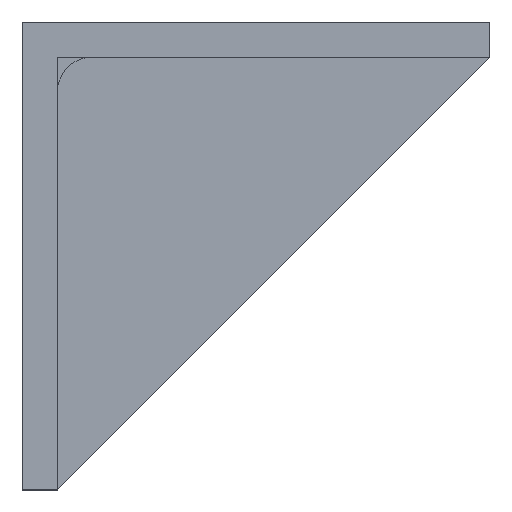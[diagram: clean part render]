
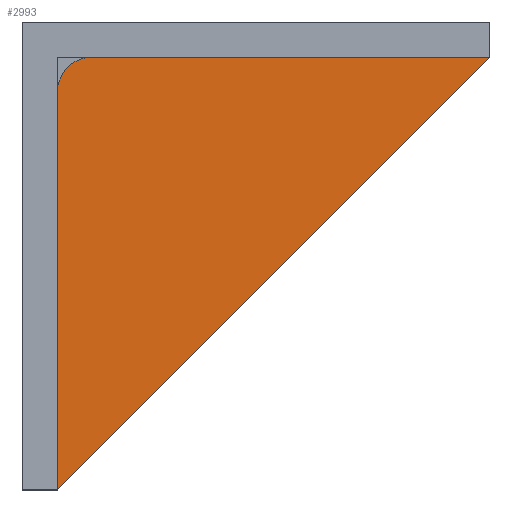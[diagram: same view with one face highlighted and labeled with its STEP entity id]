
A CAD part, top view. The second image highlights one B-rep face of the part: STEP entity #2993.
In plain terms, the highlighted planar face has unit normal (0, 0, 1).
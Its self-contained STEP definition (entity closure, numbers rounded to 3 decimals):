
#330 = VERTEX_POINT('',#331);
#331 = CARTESIAN_POINT('',(0.,0.,20.));
#345 = PLANE('',#346);
#346 = AXIS2_PLACEMENT_3D('',#347,#348,#349);
#347 = CARTESIAN_POINT('',(8.52,28.48,20.));
#348 = DIRECTION('',(0.,0.,1.));
#349 = DIRECTION('',(1.,0.,0.));
#373 = PLANE('',#374);
#374 = AXIS2_PLACEMENT_3D('',#375,#376,#377);
#375 = CARTESIAN_POINT('',(37.,37.,17.));
#376 = DIRECTION('',(0.707,-0.707,0.));
#377 = DIRECTION('',(-0.707,-0.707,0.));
#868 = VERTEX_POINT('',#869);
#869 = CARTESIAN_POINT('',(37.,37.,20.));
#1212 = EDGE_CURVE('',#868,#330,#1213,.T.);
#1213 = SURFACE_CURVE('',#1214,(#1218,#1225),.PCURVE_S1.);
#1214 = LINE('',#1215,#1216);
#1215 = CARTESIAN_POINT('',(37.,37.,20.));
#1216 = VECTOR('',#1217,1.);
#1217 = DIRECTION('',(-0.707,-0.707,0.));
#1218 = PCURVE('',#373,#1219);
#1219 = DEFINITIONAL_REPRESENTATION('',(#1220),#1224);
#1220 = LINE('',#1221,#1222);
#1221 = CARTESIAN_POINT('',(0.,-3.));
#1222 = VECTOR('',#1223,1.);
#1223 = DIRECTION('',(1.,0.));
#1224 = ( GEOMETRIC_REPRESENTATION_CONTEXT(2) 
PARAMETRIC_REPRESENTATION_CONTEXT() REPRESENTATION_CONTEXT('2D SPACE',''
  ) );
#1225 = PCURVE('',#1226,#1231);
#1226 = PLANE('',#1227);
#1227 = AXIS2_PLACEMENT_3D('',#1228,#1229,#1230);
#1228 = CARTESIAN_POINT('',(13.081,23.919,20.));
#1229 = DIRECTION('',(0.,0.,-1.));
#1230 = DIRECTION('',(-1.,0.,0.));
#1231 = DEFINITIONAL_REPRESENTATION('',(#1232),#1236);
#1232 = LINE('',#1233,#1234);
#1233 = CARTESIAN_POINT('',(-23.919,13.081));
#1234 = VECTOR('',#1235,1.);
#1235 = DIRECTION('',(0.707,-0.707));
#1236 = ( GEOMETRIC_REPRESENTATION_CONTEXT(2) 
PARAMETRIC_REPRESENTATION_CONTEXT() REPRESENTATION_CONTEXT('2D SPACE',''
  ) );
#1266 = VERTEX_POINT('',#1267);
#1267 = CARTESIAN_POINT('',(3.,37.,20.));
#1281 = PLANE('',#1282);
#1282 = AXIS2_PLACEMENT_3D('',#1283,#1284,#1285);
#1283 = CARTESIAN_POINT('',(8.52,28.48,20.));
#1284 = DIRECTION('',(0.,0.,1.));
#1285 = DIRECTION('',(1.,0.,0.));
#1293 = EDGE_CURVE('',#1266,#868,#1294,.T.);
#1294 = SURFACE_CURVE('',#1295,(#1299,#1306),.PCURVE_S1.);
#1295 = LINE('',#1296,#1297);
#1296 = CARTESIAN_POINT('',(3.,37.,20.));
#1297 = VECTOR('',#1298,1.);
#1298 = DIRECTION('',(1.,0.,0.));
#1299 = PCURVE('',#345,#1300);
#1300 = DEFINITIONAL_REPRESENTATION('',(#1301),#1305);
#1301 = LINE('',#1302,#1303);
#1302 = CARTESIAN_POINT('',(-5.52,8.52));
#1303 = VECTOR('',#1304,1.);
#1304 = DIRECTION('',(1.,0.));
#1305 = ( GEOMETRIC_REPRESENTATION_CONTEXT(2) 
PARAMETRIC_REPRESENTATION_CONTEXT() REPRESENTATION_CONTEXT('2D SPACE',''
  ) );
#1306 = PCURVE('',#1226,#1307);
#1307 = DEFINITIONAL_REPRESENTATION('',(#1308),#1312);
#1308 = LINE('',#1309,#1310);
#1309 = CARTESIAN_POINT('',(10.081,13.081));
#1310 = VECTOR('',#1311,1.);
#1311 = DIRECTION('',(-1.,0.));
#1312 = ( GEOMETRIC_REPRESENTATION_CONTEXT(2) 
PARAMETRIC_REPRESENTATION_CONTEXT() REPRESENTATION_CONTEXT('2D SPACE',''
  ) );
#1318 = EDGE_CURVE('',#330,#1319,#1321,.T.);
#1319 = VERTEX_POINT('',#1320);
#1320 = CARTESIAN_POINT('',(0.,34.,20.));
#1321 = SURFACE_CURVE('',#1322,(#1326,#1333),.PCURVE_S1.);
#1322 = LINE('',#1323,#1324);
#1323 = CARTESIAN_POINT('',(0.,0.,20.));
#1324 = VECTOR('',#1325,1.);
#1325 = DIRECTION('',(0.,1.,0.));
#1326 = PCURVE('',#345,#1327);
#1327 = DEFINITIONAL_REPRESENTATION('',(#1328),#1332);
#1328 = LINE('',#1329,#1330);
#1329 = CARTESIAN_POINT('',(-8.52,-28.48));
#1330 = VECTOR('',#1331,1.);
#1331 = DIRECTION('',(0.,1.));
#1332 = ( GEOMETRIC_REPRESENTATION_CONTEXT(2) 
PARAMETRIC_REPRESENTATION_CONTEXT() REPRESENTATION_CONTEXT('2D SPACE',''
  ) );
#1333 = PCURVE('',#1226,#1334);
#1334 = DEFINITIONAL_REPRESENTATION('',(#1335),#1339);
#1335 = LINE('',#1336,#1337);
#1336 = CARTESIAN_POINT('',(13.081,-23.919));
#1337 = VECTOR('',#1338,1.);
#1338 = DIRECTION('',(0.,1.));
#1339 = ( GEOMETRIC_REPRESENTATION_CONTEXT(2) 
PARAMETRIC_REPRESENTATION_CONTEXT() REPRESENTATION_CONTEXT('2D SPACE',''
  ) );
#2993 = ADVANCED_FACE('',(#2994),#1226,.F.);
#2994 = FACE_BOUND('',#2995,.F.);
#2995 = EDGE_LOOP('',(#2996,#2997,#2998,#3024));
#2996 = ORIENTED_EDGE('',*,*,#1212,.T.);
#2997 = ORIENTED_EDGE('',*,*,#1318,.T.);
#2998 = ORIENTED_EDGE('',*,*,#2999,.F.);
#2999 = EDGE_CURVE('',#1266,#1319,#3000,.T.);
#3000 = SURFACE_CURVE('',#3001,(#3006,#3017),.PCURVE_S1.);
#3001 = CIRCLE('',#3002,3.);
#3002 = AXIS2_PLACEMENT_3D('',#3003,#3004,#3005);
#3003 = CARTESIAN_POINT('',(3.,34.,20.));
#3004 = DIRECTION('',(0.,0.,1.));
#3005 = DIRECTION('',(1.,0.,0.));
#3006 = PCURVE('',#1226,#3007);
#3007 = DEFINITIONAL_REPRESENTATION('',(#3008),#3016);
#3008 = ( BOUNDED_CURVE() B_SPLINE_CURVE(2,(#3009,#3010,#3011,#3012,
#3013,#3014,#3015),.UNSPECIFIED.,.T.,.F.) B_SPLINE_CURVE_WITH_KNOTS((1,2
    ,2,2,2,1),(-2.094,0.,2.094,4.189,
6.283,8.378),.UNSPECIFIED.) CURVE() 
GEOMETRIC_REPRESENTATION_ITEM() RATIONAL_B_SPLINE_CURVE((1.,0.5,1.,0.5,
1.,0.5,1.)) REPRESENTATION_ITEM('') );
#3009 = CARTESIAN_POINT('',(7.081,10.081));
#3010 = CARTESIAN_POINT('',(7.081,15.278));
#3011 = CARTESIAN_POINT('',(11.581,12.68));
#3012 = CARTESIAN_POINT('',(16.081,10.081));
#3013 = CARTESIAN_POINT('',(11.581,7.483));
#3014 = CARTESIAN_POINT('',(7.081,4.885));
#3015 = CARTESIAN_POINT('',(7.081,10.081));
#3016 = ( GEOMETRIC_REPRESENTATION_CONTEXT(2) 
PARAMETRIC_REPRESENTATION_CONTEXT() REPRESENTATION_CONTEXT('2D SPACE',''
  ) );
#3017 = PCURVE('',#1281,#3018);
#3018 = DEFINITIONAL_REPRESENTATION('',(#3019),#3023);
#3019 = CIRCLE('',#3020,3.);
#3020 = AXIS2_PLACEMENT_2D('',#3021,#3022);
#3021 = CARTESIAN_POINT('',(-5.52,5.52));
#3022 = DIRECTION('',(1.,0.));
#3023 = ( GEOMETRIC_REPRESENTATION_CONTEXT(2) 
PARAMETRIC_REPRESENTATION_CONTEXT() REPRESENTATION_CONTEXT('2D SPACE',''
  ) );
#3024 = ORIENTED_EDGE('',*,*,#1293,.T.);
